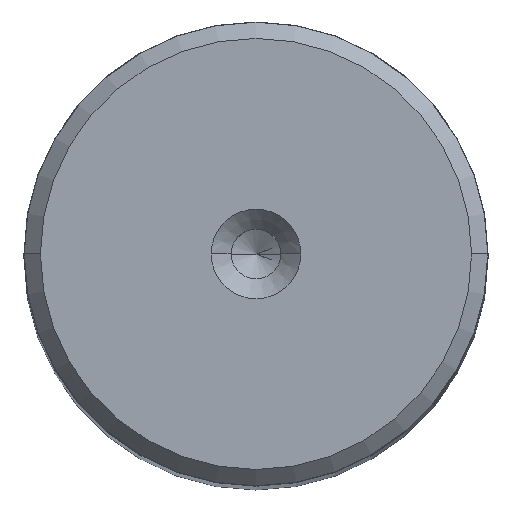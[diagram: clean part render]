
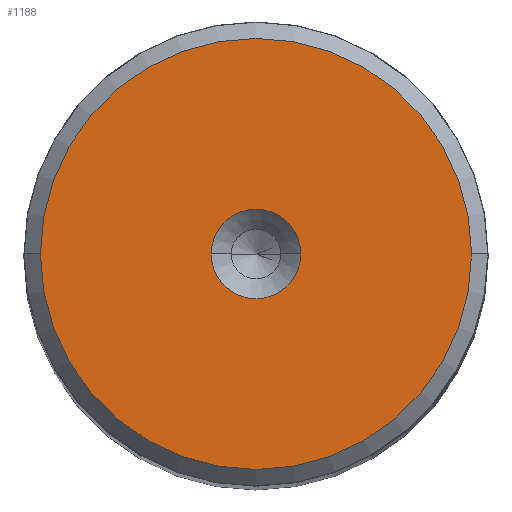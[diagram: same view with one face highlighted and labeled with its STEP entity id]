
A CAD part, top view. The second image highlights one B-rep face of the part: STEP entity #1188.
In plain terms, the highlighted planar face has unit normal (0, 0, 1).
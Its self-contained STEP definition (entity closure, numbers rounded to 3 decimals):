
#81 = ORIENTED_EDGE ( 'NONE', *, *, #1809, .F. ) ;
#118 = CARTESIAN_POINT ( 'NONE',  ( 13.011, 0., 140. ) ) ;
#150 = VERTEX_POINT ( 'NONE', #317 ) ;
#317 = CARTESIAN_POINT ( 'NONE',  ( -13.011, 0., 140. ) ) ;
#480 = CARTESIAN_POINT ( 'NONE',  ( 0., 0., 140. ) ) ;
#571 = EDGE_CURVE ( 'NONE', #2217, #2115, #1755, .T. ) ;
#618 = CARTESIAN_POINT ( 'NONE',  ( 2.7, 0., 140. ) ) ;
#650 = DIRECTION ( 'NONE',  ( 0., 0., 1. ) ) ;
#656 = DIRECTION ( 'NONE',  ( 1., 0., 0. ) ) ;
#819 = EDGE_LOOP ( 'NONE', ( #81, #2293 ) ) ;
#829 = AXIS2_PLACEMENT_3D ( 'NONE', #2273, #650, #2478 ) ;
#947 = CARTESIAN_POINT ( 'NONE',  ( 0., 0., 140. ) ) ;
#1032 = EDGE_LOOP ( 'NONE', ( #1131, #1673 ) ) ;
#1131 = ORIENTED_EDGE ( 'NONE', *, *, #1606, .T. ) ;
#1154 = DIRECTION ( 'NONE',  ( 0., 0., 1. ) ) ;
#1188 = ADVANCED_FACE ( 'NONE', ( #1687, #1214 ), #2559, .T. ) ;
#1214 = FACE_OUTER_BOUND ( 'NONE', #1032, .T. ) ;
#1369 = DIRECTION ( 'NONE',  ( 1., 0., 0. ) ) ;
#1372 = DIRECTION ( 'NONE',  ( 0., 0., 1. ) ) ;
#1398 = DIRECTION ( 'NONE',  ( 1., 0., 0. ) ) ;
#1566 = DIRECTION ( 'NONE',  ( 0., 0., 1. ) ) ;
#1606 = EDGE_CURVE ( 'NONE', #150, #2898, #1816, .T. ) ;
#1653 = AXIS2_PLACEMENT_3D ( 'NONE', #2756, #1372, #2987 ) ;
#1673 = ORIENTED_EDGE ( 'NONE', *, *, #2071, .T. ) ;
#1687 = FACE_BOUND ( 'NONE', #819, .T. ) ;
#1755 = CIRCLE ( 'NONE', #2095, 2.7 ) ;
#1809 = EDGE_CURVE ( 'NONE', #2115, #2217, #2723, .T. ) ;
#1816 = CIRCLE ( 'NONE', #2522, 13.011 ) ;
#1909 = CARTESIAN_POINT ( 'NONE',  ( -2.7, 0., 140. ) ) ;
#2055 = CARTESIAN_POINT ( 'NONE',  ( 0., 0., 140. ) ) ;
#2071 = EDGE_CURVE ( 'NONE', #2898, #150, #2479, .T. ) ;
#2095 = AXIS2_PLACEMENT_3D ( 'NONE', #480, #2107, #1369 ) ;
#2107 = DIRECTION ( 'NONE',  ( 0., 0., 1. ) ) ;
#2115 = VERTEX_POINT ( 'NONE', #618 ) ;
#2217 = VERTEX_POINT ( 'NONE', #1909 ) ;
#2273 = CARTESIAN_POINT ( 'NONE',  ( 0., 0., 140. ) ) ;
#2293 = ORIENTED_EDGE ( 'NONE', *, *, #571, .F. ) ;
#2478 = DIRECTION ( 'NONE',  ( 1., 0., 0. ) ) ;
#2479 = CIRCLE ( 'NONE', #829, 13.011 ) ;
#2522 = AXIS2_PLACEMENT_3D ( 'NONE', #2055, #1566, #656 ) ;
#2559 = PLANE ( 'NONE',  #1653 ) ;
#2676 = AXIS2_PLACEMENT_3D ( 'NONE', #947, #1154, #1398 ) ;
#2723 = CIRCLE ( 'NONE', #2676, 2.7 ) ;
#2756 = CARTESIAN_POINT ( 'NONE',  ( 0., 0., 140. ) ) ;
#2898 = VERTEX_POINT ( 'NONE', #118 ) ;
#2987 = DIRECTION ( 'NONE',  ( 1., 0., 0. ) ) ;
